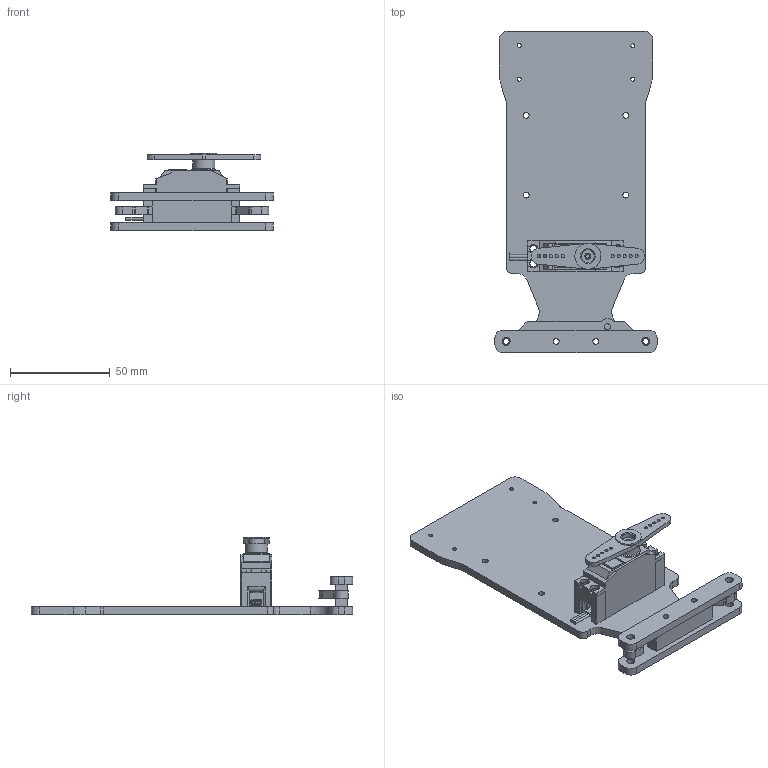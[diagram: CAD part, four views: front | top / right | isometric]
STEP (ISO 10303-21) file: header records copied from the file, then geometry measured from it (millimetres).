
FILE_DESCRIPTION(/* description */ (''),/* implementation_level */ '2;1');
FILE_NAME(/* name */ 'shassi.step',/* time_stamp */ '2025-07-23T19:54:38+05:00',/* author */ (''),/* organization */ (''),/* preprocessor_version */ 'ST-DEVELOPER v20.1',/* originating_system */ 'Autodesk Translation Framework v14.10.0.0',/* authorisation */ '');
FILE_SCHEMA (('AUTOMOTIVE_DESIGN { 1 0 10303 214 3 1 1 }'));
Length unit declared in the file: millimetre
Products named in the file (13): кгшмщн ыфьфвудтш; Component2; servo; Body; Gear; Rocker 2; Connector; Wire; Component6; Component7; Component15; Component18; Component19
Assembly tree (12 placements, depth 3):
  кгшмщн ыфьфвудтш
    Component2
    servo
      Body
      Gear
      Rocker 2
      Connector
      Wire
    Component6
    Component7
    Component15
    Component18
    Component19
Bounding box: 81.3 x 161.15 x 38.8 mm (x, y, z)
Volume: 68279.4 mm3; surface area: 38512.2 mm2
Topology: 13 solids, 13 shells, 626 faces, 1586 edges, 995 vertices
Faces by surface type: plane 356, cylinder 209, cone 51, torus 8, bspline 2
Full cylindrical faces by diameter (mm): 1.3 x1, 1.6 x10, 2 x4, 2.075 x5, 2.2 x4, 2.58 x2, 2.9 x2, 3 x12, 3.5 x8, 4 x4, 5.2 x1, 6.4 x1, 10.9 x1, 12 x1, 13 x1
Entity records: 20521 total; most frequent: CARTESIAN_POINT 5014, ORIENTED_EDGE 3172, DIRECTION 3156, EDGE_CURVE 1586, AXIS2_PLACEMENT_3D 1133, VERTEX_POINT 995, LINE 890, VECTOR 890
